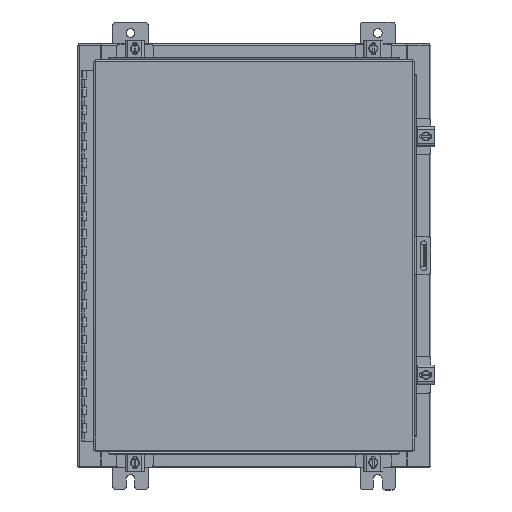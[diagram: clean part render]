
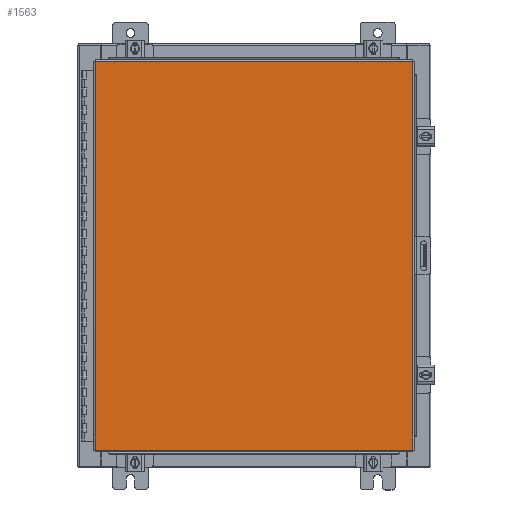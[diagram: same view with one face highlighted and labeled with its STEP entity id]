
A CAD part, top view. The second image highlights one B-rep face of the part: STEP entity #1563.
In plain terms, the highlighted planar face has unit normal (0, 0, 1).
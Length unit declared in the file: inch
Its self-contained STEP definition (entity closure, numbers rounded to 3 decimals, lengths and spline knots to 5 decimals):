
#1563 = ADVANCED_FACE ( 'NONE', ( #19255 ), #1898, .F. ) ;
#1870 = DIRECTION ( 'NONE',  ( -1., 0., 0. ) ) ;
#1892 = DIRECTION ( 'NONE',  ( 0., 0., -1. ) ) ;
#1898 = PLANE ( 'NONE',  #19379 ) ;
#1963 = CARTESIAN_POINT ( 'NONE',  ( 0., 0., 0. ) ) ;
#2740 = LINE ( 'NONE', #19422, #2865 ) ;
#2865 = VECTOR ( 'NONE', #6198, 39.37008 ) ;
#3101 = LINE ( 'NONE', #27185, #30529 ) ;
#3153 = EDGE_CURVE ( 'NONE', #22675, #8393, #3101, .T. ) ;
#4494 = LINE ( 'NONE', #13347, #15674 ) ;
#6198 = DIRECTION ( 'NONE',  ( -1., 0., 0. ) ) ;
#6802 = VERTEX_POINT ( 'NONE', #17232 ) ;
#8393 = VERTEX_POINT ( 'NONE', #23005 ) ;
#8915 = EDGE_CURVE ( 'NONE', #8393, #23109, #2740, .T. ) ;
#9190 = EDGE_LOOP ( 'NONE', ( #15138, #21408, #26394, #30275 ) ) ;
#9839 = EDGE_CURVE ( 'NONE', #6802, #22675, #4494, .T. ) ;
#12330 = LINE ( 'NONE', #26854, #31342 ) ;
#13347 = CARTESIAN_POINT ( 'NONE',  ( -8.9903, -11.0063, 0. ) ) ;
#14594 = EDGE_CURVE ( 'NONE', #23109, #6802, #12330, .T. ) ;
#15138 = ORIENTED_EDGE ( 'NONE', *, *, #9839, .T. ) ;
#15674 = VECTOR ( 'NONE', #17547, 39.37008 ) ;
#17232 = CARTESIAN_POINT ( 'NONE',  ( -8.9903, -11.0063, 0. ) ) ;
#17547 = DIRECTION ( 'NONE',  ( 1., 0., 0. ) ) ;
#18462 = CARTESIAN_POINT ( 'NONE',  ( -8.9903, 11.0063, 0. ) ) ;
#19255 = FACE_OUTER_BOUND ( 'NONE', #9190, .T. ) ;
#19379 = AXIS2_PLACEMENT_3D ( 'NONE', #1963, #1892, #1870 ) ;
#19422 = CARTESIAN_POINT ( 'NONE',  ( 8.9903, 11.0063, 0. ) ) ;
#21408 = ORIENTED_EDGE ( 'NONE', *, *, #3153, .T. ) ;
#22675 = VERTEX_POINT ( 'NONE', #27358 ) ;
#23005 = CARTESIAN_POINT ( 'NONE',  ( 8.9903, 11.0063, 0. ) ) ;
#23109 = VERTEX_POINT ( 'NONE', #18462 ) ;
#26394 = ORIENTED_EDGE ( 'NONE', *, *, #8915, .T. ) ;
#26854 = CARTESIAN_POINT ( 'NONE',  ( -8.9903, 11.0063, 0. ) ) ;
#27185 = CARTESIAN_POINT ( 'NONE',  ( 8.9903, -11.0063, 0. ) ) ;
#27358 = CARTESIAN_POINT ( 'NONE',  ( 8.9903, -11.0063, 0. ) ) ;
#27688 = DIRECTION ( 'NONE',  ( 0., -1., 0. ) ) ;
#28307 = DIRECTION ( 'NONE',  ( 0., 1., 0. ) ) ;
#30275 = ORIENTED_EDGE ( 'NONE', *, *, #14594, .T. ) ;
#30529 = VECTOR ( 'NONE', #28307, 39.37008 ) ;
#31342 = VECTOR ( 'NONE', #27688, 39.37008 ) ;
